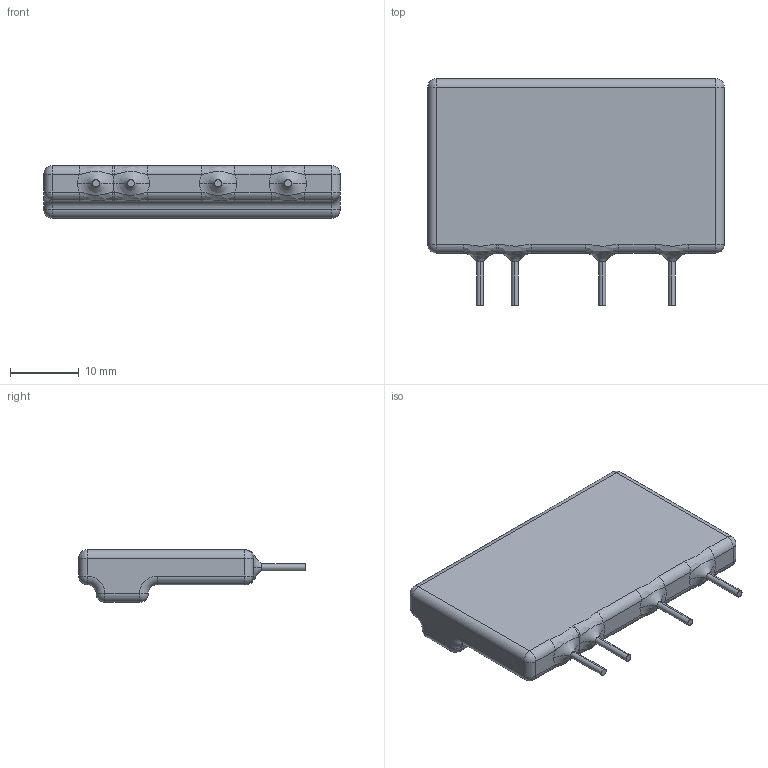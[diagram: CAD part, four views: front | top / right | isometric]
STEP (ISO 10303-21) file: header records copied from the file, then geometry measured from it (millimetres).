
FILE_DESCRIPTION (( 'STEP AP214' ), '1' );
FILE_NAME ('SSRC-240D5.STEP', '2018-05-31T12:03:08', ( '' ), ( '' ), 'SwSTEP 2.0', 'SolidWorks 2017', '' );
FILE_SCHEMA (( 'AUTOMOTIVE_DESIGN' ));
Length unit declared in the file: inch
Products named in the file (1): SSRC-240D5
Bounding box: 43.18 x 33.02 x 7.62 mm (x, y, z)
Volume: 6355.5 mm3; surface area: 2992.2 mm2
Topology: 5 solids, 5 shells, 90 faces, 197 edges, 105 vertices
Faces by surface type: cylinder 34, plane 24, torus 12, sphere 12, bspline 8
Entity records: 3175 total; most frequent: CARTESIAN_POINT 1025, DIRECTION 443, ORIENTED_EDGE 370, AXIS2_PLACEMENT_3D 193, EDGE_CURVE 185, CIRCLE 110, VERTEX_POINT 105, ADVANCED_FACE 90
